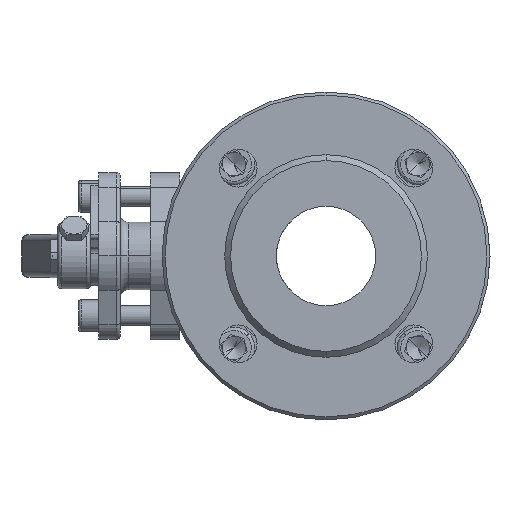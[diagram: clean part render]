
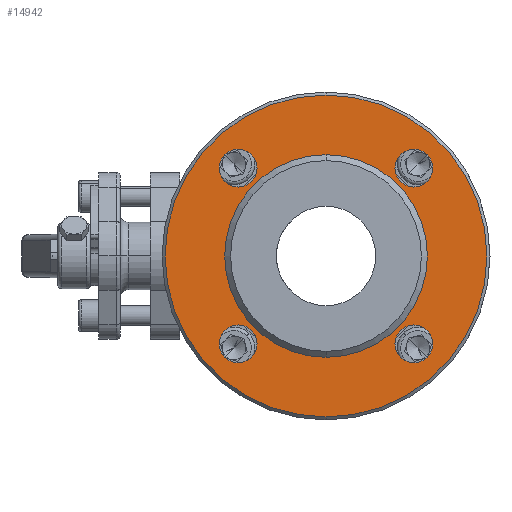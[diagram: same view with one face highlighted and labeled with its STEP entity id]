
A CAD part, left-side view. The second image highlights one B-rep face of the part: STEP entity #14942.
In plain terms, the highlighted planar face has unit normal (-1, 0, 0).
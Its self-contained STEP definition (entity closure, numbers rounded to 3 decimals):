
#306 = AXIS2_PLACEMENT_3D ( 'NONE', #16454, #6444, #13094 ) ;
#735 = EDGE_CURVE ( 'NONE', #14415, #20763, #21426, .T. ) ;
#817 = ORIENTED_EDGE ( 'NONE', *, *, #735, .F. ) ;
#887 = DIRECTION ( 'NONE',  ( -1., 0., 0. ) ) ;
#948 = CIRCLE ( 'NONE', #12534, 9.5 ) ;
#1112 = ORIENTED_EDGE ( 'NONE', *, *, #4851, .F. ) ;
#1859 = CARTESIAN_POINT ( 'NONE',  ( -40.269, 0., -81. ) ) ;
#1947 = AXIS2_PLACEMENT_3D ( 'NONE', #6373, #14755, #14543 ) ;
#2403 = DIRECTION ( 'NONE',  ( 0., 0., 1. ) ) ;
#2452 = AXIS2_PLACEMENT_3D ( 'NONE', #14187, #20823, #7315 ) ;
#2747 = EDGE_CURVE ( 'NONE', #4305, #16510, #18070, .T. ) ;
#2751 = DIRECTION ( 'NONE',  ( 0., 0., 1. ) ) ;
#2852 = CARTESIAN_POINT ( 'NONE',  ( -40.269, 0., 0. ) ) ;
#2905 = CARTESIAN_POINT ( 'NONE',  ( -40.269, 0., 0. ) ) ;
#2921 = DIRECTION ( 'NONE',  ( -1., 0., 0. ) ) ;
#2958 = CARTESIAN_POINT ( 'NONE',  ( -40.269, -44.2, 53.706 ) ) ;
#3295 = AXIS2_PLACEMENT_3D ( 'NONE', #3929, #17403, #2403 ) ;
#3447 = CIRCLE ( 'NONE', #21150, 51. ) ;
#3926 = EDGE_LOOP ( 'NONE', ( #10929, #1112 ) ) ;
#3929 = CARTESIAN_POINT ( 'NONE',  ( -40.269, 44.2, 44.206 ) ) ;
#3988 = FACE_OUTER_BOUND ( 'NONE', #8857, .T. ) ;
#4164 = CARTESIAN_POINT ( 'NONE',  ( -40.269, 44.2, -44.194 ) ) ;
#4194 = EDGE_LOOP ( 'NONE', ( #10703, #817 ) ) ;
#4305 = VERTEX_POINT ( 'NONE', #2958 ) ;
#4424 = CARTESIAN_POINT ( 'NONE',  ( -40.269, 0., 0. ) ) ;
#4850 = CIRCLE ( 'NONE', #306, 9.5 ) ;
#4851 = EDGE_CURVE ( 'NONE', #21391, #15186, #10994, .T. ) ;
#5405 = CARTESIAN_POINT ( 'NONE',  ( -40.269, 44.2, 53.706 ) ) ;
#5506 = FACE_BOUND ( 'NONE', #4194, .T. ) ;
#5556 = CARTESIAN_POINT ( 'NONE',  ( -40.269, 0., 51. ) ) ;
#5641 = CARTESIAN_POINT ( 'NONE',  ( -40.269, 0., 81. ) ) ;
#5679 = VERTEX_POINT ( 'NONE', #5641 ) ;
#5869 = CARTESIAN_POINT ( 'NONE',  ( -40.269, -44.2, -44.194 ) ) ;
#5943 = ORIENTED_EDGE ( 'NONE', *, *, #17205, .F. ) ;
#6071 = CARTESIAN_POINT ( 'NONE',  ( -40.269, 44.2, -44.194 ) ) ;
#6373 = CARTESIAN_POINT ( 'NONE',  ( -40.269, -44.2, -44.194 ) ) ;
#6377 = DIRECTION ( 'NONE',  ( 0., 0., 1. ) ) ;
#6444 = DIRECTION ( 'NONE',  ( -1., 0., 0. ) ) ;
#6531 = CIRCLE ( 'NONE', #11758, 9.5 ) ;
#6544 = EDGE_CURVE ( 'NONE', #15214, #11263, #10336, .T. ) ;
#6952 = DIRECTION ( 'NONE',  ( -1., 0., 0. ) ) ;
#7232 = DIRECTION ( 'NONE',  ( -1., 0., 0. ) ) ;
#7315 = DIRECTION ( 'NONE',  ( 0., 0., 1. ) ) ;
#7346 = DIRECTION ( 'NONE',  ( -1., 0., 0. ) ) ;
#7832 = DIRECTION ( 'NONE',  ( -1., 0., 0. ) ) ;
#7993 = AXIS2_PLACEMENT_3D ( 'NONE', #13599, #6952, #10002 ) ;
#8755 = FACE_BOUND ( 'NONE', #3926, .T. ) ;
#8857 = EDGE_LOOP ( 'NONE', ( #16704, #16602 ) ) ;
#9194 = DIRECTION ( 'NONE',  ( 0., 0., 1. ) ) ;
#9383 = VERTEX_POINT ( 'NONE', #13160 ) ;
#9513 = CARTESIAN_POINT ( 'NONE',  ( -40.269, 44.2, 44.206 ) ) ;
#9814 = ORIENTED_EDGE ( 'NONE', *, *, #6544, .F. ) ;
#10002 = DIRECTION ( 'NONE',  ( 0., 0., 1. ) ) ;
#10336 = CIRCLE ( 'NONE', #19006, 9.5 ) ;
#10703 = ORIENTED_EDGE ( 'NONE', *, *, #15344, .F. ) ;
#10795 = AXIS2_PLACEMENT_3D ( 'NONE', #2852, #7832, #18155 ) ;
#10849 = DIRECTION ( 'NONE',  ( -1., 0., 0. ) ) ;
#10929 = ORIENTED_EDGE ( 'NONE', *, *, #20687, .F. ) ;
#10994 = CIRCLE ( 'NONE', #1947, 9.5 ) ;
#11028 = ORIENTED_EDGE ( 'NONE', *, *, #15769, .F. ) ;
#11263 = VERTEX_POINT ( 'NONE', #14200 ) ;
#11290 = DIRECTION ( 'NONE',  ( 0., 0., 1. ) ) ;
#11406 = EDGE_LOOP ( 'NONE', ( #9814, #13360 ) ) ;
#11578 = CIRCLE ( 'NONE', #18164, 9.5 ) ;
#11746 = CARTESIAN_POINT ( 'NONE',  ( -40.269, -44.2, -53.694 ) ) ;
#11758 = AXIS2_PLACEMENT_3D ( 'NONE', #6071, #2921, #6377 ) ;
#12059 = AXIS2_PLACEMENT_3D ( 'NONE', #4424, #10849, #12910 ) ;
#12534 = AXIS2_PLACEMENT_3D ( 'NONE', #4164, #887, #2751 ) ;
#12814 = EDGE_LOOP ( 'NONE', ( #14070, #11028 ) ) ;
#12898 = DIRECTION ( 'NONE',  ( -1., 0., 0. ) ) ;
#12910 = DIRECTION ( 'NONE',  ( 0., 0., 1. ) ) ;
#12920 = VERTEX_POINT ( 'NONE', #14174 ) ;
#13094 = DIRECTION ( 'NONE',  ( 0., 0., 1. ) ) ;
#13160 = CARTESIAN_POINT ( 'NONE',  ( -40.269, 44.2, -53.694 ) ) ;
#13340 = EDGE_CURVE ( 'NONE', #11263, #15214, #20660, .T. ) ;
#13360 = ORIENTED_EDGE ( 'NONE', *, *, #13340, .F. ) ;
#13599 = CARTESIAN_POINT ( 'NONE',  ( -40.269, 0., 0. ) ) ;
#13667 = CARTESIAN_POINT ( 'NONE',  ( -40.269, 0., 51. ) ) ;
#14070 = ORIENTED_EDGE ( 'NONE', *, *, #2747, .F. ) ;
#14127 = DIRECTION ( 'NONE',  ( -1., 0., 0. ) ) ;
#14174 = CARTESIAN_POINT ( 'NONE',  ( -40.269, 44.2, -34.694 ) ) ;
#14187 = CARTESIAN_POINT ( 'NONE',  ( -40.269, -44.2, 44.206 ) ) ;
#14200 = CARTESIAN_POINT ( 'NONE',  ( -40.269, 44.2, 34.706 ) ) ;
#14337 = VERTEX_POINT ( 'NONE', #1859 ) ;
#14415 = VERTEX_POINT ( 'NONE', #5556 ) ;
#14543 = DIRECTION ( 'NONE',  ( 0., 0., 1. ) ) ;
#14720 = EDGE_CURVE ( 'NONE', #9383, #12920, #6531, .T. ) ;
#14755 = DIRECTION ( 'NONE',  ( -1., 0., 0. ) ) ;
#14942 = ADVANCED_FACE ( 'NONE', ( #18979, #8755, #20405, #15507, #3988, #5506 ), #15719, .T. ) ;
#15186 = VERTEX_POINT ( 'NONE', #18759 ) ;
#15214 = VERTEX_POINT ( 'NONE', #5405 ) ;
#15299 = CIRCLE ( 'NONE', #7993, 81. ) ;
#15344 = EDGE_CURVE ( 'NONE', #20763, #14415, #3447, .T. ) ;
#15507 = FACE_BOUND ( 'NONE', #11406, .T. ) ;
#15719 = PLANE ( 'NONE',  #17309 ) ;
#15769 = EDGE_CURVE ( 'NONE', #16510, #4305, #4850, .T. ) ;
#16454 = CARTESIAN_POINT ( 'NONE',  ( -40.269, -44.2, 44.206 ) ) ;
#16510 = VERTEX_POINT ( 'NONE', #17494 ) ;
#16602 = ORIENTED_EDGE ( 'NONE', *, *, #17366, .T. ) ;
#16704 = ORIENTED_EDGE ( 'NONE', *, *, #17599, .T. ) ;
#17205 = EDGE_CURVE ( 'NONE', #12920, #9383, #948, .T. ) ;
#17309 = AXIS2_PLACEMENT_3D ( 'NONE', #13667, #7232, #9194 ) ;
#17366 = EDGE_CURVE ( 'NONE', #5679, #14337, #18765, .T. ) ;
#17403 = DIRECTION ( 'NONE',  ( -1., 0., 0. ) ) ;
#17412 = EDGE_LOOP ( 'NONE', ( #5943, #18641 ) ) ;
#17494 = CARTESIAN_POINT ( 'NONE',  ( -40.269, -44.2, 34.706 ) ) ;
#17599 = EDGE_CURVE ( 'NONE', #14337, #5679, #15299, .T. ) ;
#18070 = CIRCLE ( 'NONE', #2452, 9.5 ) ;
#18090 = DIRECTION ( 'NONE',  ( 0., 0., 1. ) ) ;
#18155 = DIRECTION ( 'NONE',  ( 0., 0., 1. ) ) ;
#18164 = AXIS2_PLACEMENT_3D ( 'NONE', #5869, #14127, #11290 ) ;
#18641 = ORIENTED_EDGE ( 'NONE', *, *, #14720, .F. ) ;
#18759 = CARTESIAN_POINT ( 'NONE',  ( -40.269, -44.2, -34.694 ) ) ;
#18765 = CIRCLE ( 'NONE', #10795, 81. ) ;
#18979 = FACE_BOUND ( 'NONE', #17412, .T. ) ;
#18990 = DIRECTION ( 'NONE',  ( 0., 0., 1. ) ) ;
#19006 = AXIS2_PLACEMENT_3D ( 'NONE', #9513, #12898, #18090 ) ;
#19878 = CARTESIAN_POINT ( 'NONE',  ( -40.269, 0., -51. ) ) ;
#20405 = FACE_BOUND ( 'NONE', #12814, .T. ) ;
#20660 = CIRCLE ( 'NONE', #3295, 9.5 ) ;
#20687 = EDGE_CURVE ( 'NONE', #15186, #21391, #11578, .T. ) ;
#20763 = VERTEX_POINT ( 'NONE', #19878 ) ;
#20823 = DIRECTION ( 'NONE',  ( -1., 0., 0. ) ) ;
#21150 = AXIS2_PLACEMENT_3D ( 'NONE', #2905, #7346, #18990 ) ;
#21391 = VERTEX_POINT ( 'NONE', #11746 ) ;
#21426 = CIRCLE ( 'NONE', #12059, 51. ) ;
